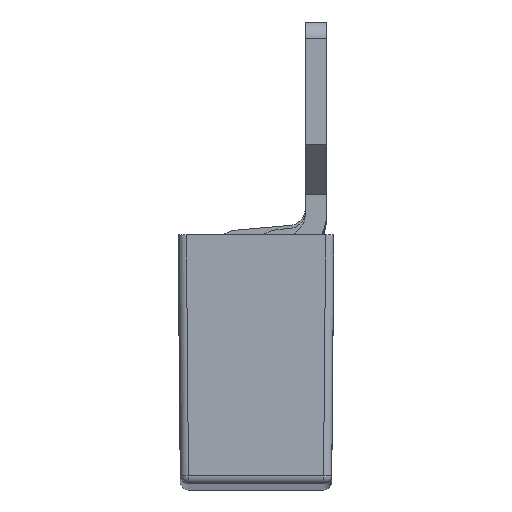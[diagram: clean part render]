
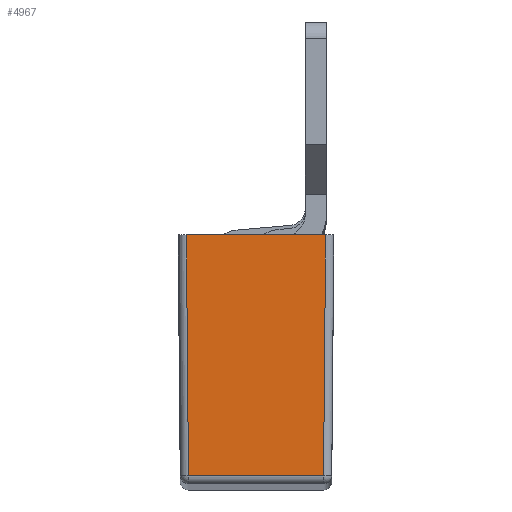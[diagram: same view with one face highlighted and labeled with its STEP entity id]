
A CAD part, top view. The second image highlights one B-rep face of the part: STEP entity #4967.
In plain terms, the highlighted planar face has unit normal (0, -0.009, 1).
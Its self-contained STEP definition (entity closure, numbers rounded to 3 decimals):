
#315=FACE_OUTER_BOUND('',#564,.T.);
#564=EDGE_LOOP('',(#3998,#3999,#4000,#4001));
#1200=LINE('',#7932,#1704);
#1204=LINE('',#7938,#1708);
#1211=LINE('',#7955,#1715);
#1215=LINE('',#7964,#1719);
#1704=VECTOR('',#6513,14.705);
#1708=VECTOR('',#6521,8.243);
#1715=VECTOR('',#6540,14.705);
#1719=VECTOR('',#6550,8.5);
#2188=VERTEX_POINT('',#7908);
#2194=VERTEX_POINT('',#7922);
#2196=VERTEX_POINT('',#7928);
#2201=VERTEX_POINT('',#7953);
#2821=EDGE_CURVE('',#2194,#2196,#1200,.T.);
#2825=EDGE_CURVE('',#2188,#2194,#1204,.T.);
#2834=EDGE_CURVE('',#2201,#2188,#1211,.T.);
#2839=EDGE_CURVE('',#2196,#2201,#1215,.F.);
#3998=ORIENTED_EDGE('',*,*,#2821,.F.);
#3999=ORIENTED_EDGE('',*,*,#2825,.F.);
#4000=ORIENTED_EDGE('',*,*,#2834,.F.);
#4001=ORIENTED_EDGE('',*,*,#2839,.F.);
#4489=PLANE('',#5374);
#4967=ADVANCED_FACE('',(#315),#4489,.T.);
#5374=AXIS2_PLACEMENT_3D('',#7963,#6548,#6549);
#6513=DIRECTION('',(-0.009,1.,0.009));
#6521=DIRECTION('',(-1.,0.,0.));
#6540=DIRECTION('',(-0.009,-1.,-0.009));
#6548=DIRECTION('center_axis',(0.,-0.009,
1.));
#6549=DIRECTION('ref_axis',(1.,0.,0.));
#6550=DIRECTION('',(-1.,0.,0.));
#7908=CARTESIAN_POINT('',(-4.475,-13.728,177.404));
#7922=CARTESIAN_POINT('',(-12.719,-13.728,177.404));
#7928=CARTESIAN_POINT('',(-12.847,0.976,177.533));
#7932=CARTESIAN_POINT('',(-12.74,-11.345,177.425));
#7938=CARTESIAN_POINT('',(-6.288,-13.728,177.404));
#7953=CARTESIAN_POINT('',(-4.347,0.976,177.533));
#7955=CARTESIAN_POINT('',(-4.388,-3.745,177.491));
#7963=CARTESIAN_POINT('Origin',(-8.597,-6.583,177.467));
#7964=CARTESIAN_POINT('',(-10.972,0.976,177.533));
